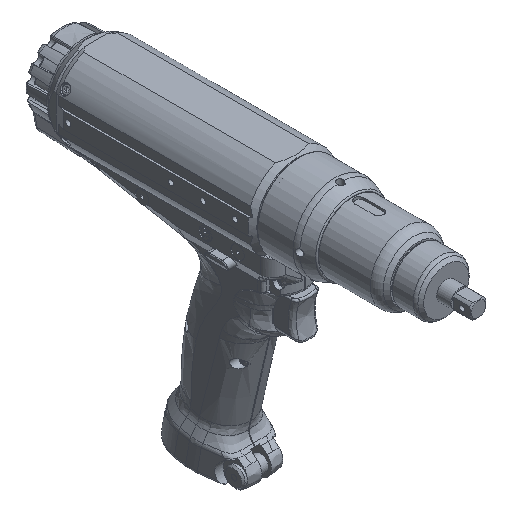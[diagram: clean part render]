
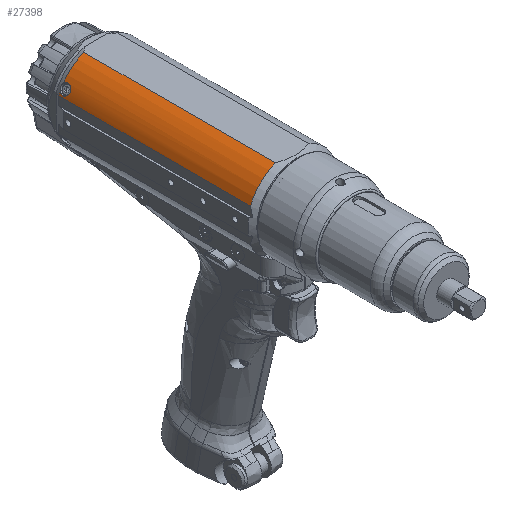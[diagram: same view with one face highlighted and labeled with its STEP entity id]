
A CAD part, isometric view. The second image highlights one B-rep face of the part: STEP entity #27398.
In plain terms, the highlighted cylindrical face has radius 28 mm (diameter 56 mm), a partial arc.
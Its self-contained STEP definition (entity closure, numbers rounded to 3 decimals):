
#1215=CIRCLE('',#29628,28.);
#1216=CIRCLE('',#29629,28.);
#1217=CIRCLE('',#29630,28.);
#3607=FACE_OUTER_BOUND('',#5163,.T.);
#5163=EDGE_LOOP('',(#22624,#22625,#22626,#22627,#22628,#22629,#22630));
#6655=B_SPLINE_CURVE_WITH_KNOTS('',3,(#73177,#73178,#73179,#73180,#73181,
#73182,#73183,#73184),.UNSPECIFIED.,.F.,.F.,(4,2,2,4),(1.564,
1.583,1.696,1.81),.UNSPECIFIED.);
#6656=B_SPLINE_CURVE_WITH_KNOTS('',3,(#73185,#73186,#73187,#73188,#73189,
#73190,#73191,#73192,#73193,#73194,#73195,#73196,#73197,#73198,#73199,#73200,
#73201,#73202,#73203,#73204,#73205,#73206,#73207,#73208),.UNSPECIFIED.,
 .F.,.F.,(4,2,2,2,2,2,2,2,2,2,2,4),(0.,0.113,0.226,
0.339,0.452,0.565,0.679,0.792,
0.905,1.018,1.131,1.15),
 .UNSPECIFIED.);
#8035=LINE('',#73116,#9588);
#8039=LINE('',#73172,#9592);
#9588=VECTOR('',#34942,10.);
#9592=VECTOR('',#34958,10.);
#12110=VERTEX_POINT('',#73111);
#12111=VERTEX_POINT('',#73115);
#12120=VERTEX_POINT('',#73168);
#12121=VERTEX_POINT('',#73169);
#12122=VERTEX_POINT('',#73171);
#12123=VERTEX_POINT('',#73174);
#12124=VERTEX_POINT('',#73176);
#15792=EDGE_CURVE('',#12111,#12110,#8035,.T.);
#15802=EDGE_CURVE('',#12120,#12121,#1215,.T.);
#15803=EDGE_CURVE('',#12122,#12121,#8039,.T.);
#15804=EDGE_CURVE('',#12122,#12111,#1216,.T.);
#15805=EDGE_CURVE('',#12110,#12123,#1217,.T.);
#15806=EDGE_CURVE('',#12123,#12124,#6655,.T.);
#15807=EDGE_CURVE('',#12124,#12120,#6656,.T.);
#22624=ORIENTED_EDGE('',*,*,#15802,.T.);
#22625=ORIENTED_EDGE('',*,*,#15803,.F.);
#22626=ORIENTED_EDGE('',*,*,#15804,.T.);
#22627=ORIENTED_EDGE('',*,*,#15792,.T.);
#22628=ORIENTED_EDGE('',*,*,#15805,.T.);
#22629=ORIENTED_EDGE('',*,*,#15806,.T.);
#22630=ORIENTED_EDGE('',*,*,#15807,.T.);
#24828=CYLINDRICAL_SURFACE('',#29627,28.);
#27398=ADVANCED_FACE('',(#3607),#24828,.T.);
#29627=AXIS2_PLACEMENT_3D('',#73167,#34954,#34955);
#29628=AXIS2_PLACEMENT_3D('',#73170,#34956,#34957);
#29629=AXIS2_PLACEMENT_3D('',#73173,#34959,#34960);
#29630=AXIS2_PLACEMENT_3D('',#73175,#34961,#34962);
#34942=DIRECTION('',(0.,1.,0.));
#34954=DIRECTION('center_axis',(0.,1.,0.));
#34955=DIRECTION('ref_axis',(0.929,0.,-0.371));
#34956=DIRECTION('center_axis',(0.,-1.,0.));
#34957=DIRECTION('ref_axis',(0.929,0.,-0.371));
#34958=DIRECTION('',(0.,1.,0.));
#34959=DIRECTION('center_axis',(0.,1.,0.));
#34960=DIRECTION('ref_axis',(0.929,0.,-0.371));
#34961=DIRECTION('center_axis',(0.,-1.,0.));
#34962=DIRECTION('ref_axis',(0.929,0.,-0.371));
#73111=CARTESIAN_POINT('',(-10.392,215.253,26.));
#73115=CARTESIAN_POINT('',(-10.392,96.,26.));
#73116=CARTESIAN_POINT('',(-10.392,80.5,26.));
#73167=CARTESIAN_POINT('Origin',(0.,80.5,0.));
#73168=CARTESIAN_POINT('',(-25.179,215.253,12.249));
#73169=CARTESIAN_POINT('',(-26.,215.253,10.392));
#73170=CARTESIAN_POINT('Origin',(0.,215.253,
0.));
#73171=CARTESIAN_POINT('',(-26.,96.,10.392));
#73172=CARTESIAN_POINT('',(-26.,80.5,10.392));
#73173=CARTESIAN_POINT('Origin',(0.,96.,0.));
#73174=CARTESIAN_POINT('',(-23.197,215.253,15.681));
#73175=CARTESIAN_POINT('Origin',(0.,215.253,
0.));
#73176=CARTESIAN_POINT('',(-22.609,213.,16.517));
#73177=CARTESIAN_POINT('Ctrl Pts',(-23.197,215.253,15.681));
#73178=CARTESIAN_POINT('Ctrl Pts',(-23.17,215.21,15.721));
#73179=CARTESIAN_POINT('Ctrl Pts',(-23.144,215.166,15.76));
#73180=CARTESIAN_POINT('Ctrl Pts',(-22.968,214.855,16.017));
#73181=CARTESIAN_POINT('Ctrl Pts',(-22.834,214.518,16.206));
#73182=CARTESIAN_POINT('Ctrl Pts',(-22.654,213.779,16.456));
#73183=CARTESIAN_POINT('Ctrl Pts',(-22.609,213.377,16.517));
#73184=CARTESIAN_POINT('Ctrl Pts',(-22.609,213.,16.517));
#73185=CARTESIAN_POINT('Ctrl Pts',(-22.609,213.,16.517));
#73186=CARTESIAN_POINT('Ctrl Pts',(-22.609,212.623,16.517));
#73187=CARTESIAN_POINT('Ctrl Pts',(-22.654,212.221,16.456));
#73188=CARTESIAN_POINT('Ctrl Pts',(-22.834,211.482,16.206));
#73189=CARTESIAN_POINT('Ctrl Pts',(-22.968,211.145,16.017));
#73190=CARTESIAN_POINT('Ctrl Pts',(-23.269,210.612,15.576));
#73191=CARTESIAN_POINT('Ctrl Pts',(-23.456,210.382,15.295));
#73192=CARTESIAN_POINT('Ctrl Pts',(-23.852,210.075,14.67));
#73193=CARTESIAN_POINT('Ctrl Pts',(-24.06,210.,14.326));
#73194=CARTESIAN_POINT('Ctrl Pts',(-24.437,210.,13.674));
#73195=CARTESIAN_POINT('Ctrl Pts',(-24.631,210.075,13.321));
#73196=CARTESIAN_POINT('Ctrl Pts',(-24.974,210.382,12.666));
#73197=CARTESIAN_POINT('Ctrl Pts',(-25.124,210.612,12.363));
#73198=CARTESIAN_POINT('Ctrl Pts',(-25.355,211.145,11.882));
#73199=CARTESIAN_POINT('Ctrl Pts',(-25.452,211.482,11.671));
#73200=CARTESIAN_POINT('Ctrl Pts',(-25.579,212.221,11.391));
#73201=CARTESIAN_POINT('Ctrl Pts',(-25.609,212.623,11.321));
#73202=CARTESIAN_POINT('Ctrl Pts',(-25.609,213.377,11.321));
#73203=CARTESIAN_POINT('Ctrl Pts',(-25.579,213.779,11.391));
#73204=CARTESIAN_POINT('Ctrl Pts',(-25.452,214.518,11.671));
#73205=CARTESIAN_POINT('Ctrl Pts',(-25.355,214.855,11.882));
#73206=CARTESIAN_POINT('Ctrl Pts',(-25.22,215.166,12.163));
#73207=CARTESIAN_POINT('Ctrl Pts',(-25.2,215.21,12.205));
#73208=CARTESIAN_POINT('Ctrl Pts',(-25.179,215.253,12.249));
